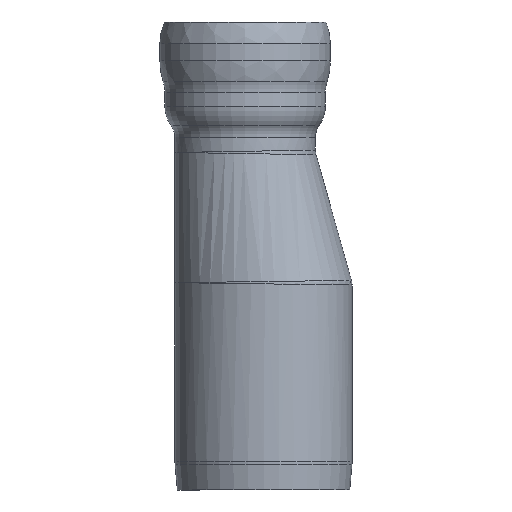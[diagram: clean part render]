
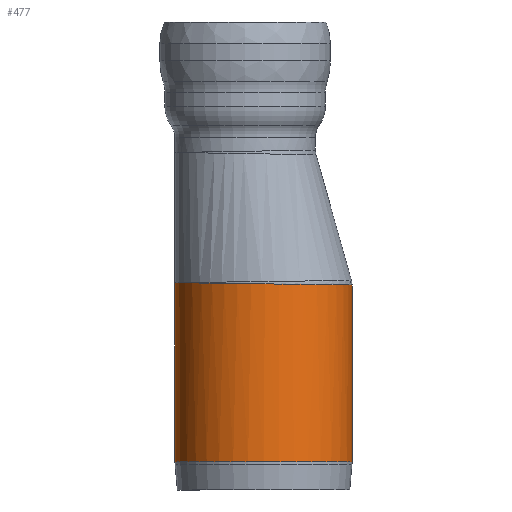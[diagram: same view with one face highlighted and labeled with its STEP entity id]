
A CAD part, front view. The second image highlights one B-rep face of the part: STEP entity #477.
In plain terms, the highlighted cylindrical face has radius 265 mm (diameter 530 mm), a full revolution.
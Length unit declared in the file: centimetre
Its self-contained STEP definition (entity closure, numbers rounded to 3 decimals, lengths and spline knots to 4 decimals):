
#38=B_SPLINE_CURVE_WITH_KNOTS('',3,(#745,#746,#747,#748,#749,#750,#751,
#752,#753,#754,#755,#756,#757,#758,#759,#760,#761,#762,#763,#764,#765,#766,
#767,#768,#769,#770,#771,#772,#773,#774,#775,#776,#777,#778,#779),
 .UNSPECIFIED.,.F.,.F.,(4,2,1,1,1,1,1,1,1,1,1,1,1,1,1,1,1,1,1,1,1,1,1,1,
1,1,1,1,1,1,1,4),(0.,0.0287,0.1843,0.2622,
0.34,0.4956,0.5735,0.6513,
0.8069,0.8848,0.9626,1.1182,
1.2739,1.3431,1.4122,1.5506,1.6198,
1.6544,1.6889,1.8965,2.0002,2.0521,
2.104,2.3115,2.4153,2.5191,2.6747,
2.8304,2.9082,2.986,3.1416,3.1447),
 .UNSPECIFIED.);
#39=B_SPLINE_CURVE_WITH_KNOTS('',3,(#780,#781,#782,#783,#784,#785,#786,
#787,#788,#789,#790,#791,#792,#793,#794,#795,#796,#797,#798,#799,#800,#801,
#802,#803,#804,#805,#806,#807,#808,#809,#810,#811,#812,#813,#814,#815),
 .UNSPECIFIED.,.F.,.F.,(4,1,1,1,1,1,1,1,1,1,1,1,1,1,1,1,1,1,1,1,1,1,1,1,
1,1,1,1,1,1,1,2,4),(3.1447,3.2195,3.2973,
3.4529,3.6086,3.6864,3.7642,3.9199,
3.9977,4.0755,4.2312,4.2701,4.309,
4.3868,4.4647,4.5425,4.6203,4.6981,
4.7759,4.8538,4.9316,5.0094,5.1651,
5.2429,5.3207,5.4764,5.5542,5.632,
5.7877,5.9433,6.099,6.2546,6.2832),
 .UNSPECIFIED.);
#56=LINE('',#743,#66);
#66=VECTOR('',#594,26.5);
#76=CYLINDRICAL_SURFACE('',#514,26.5);
#83=FACE_OUTER_BOUND('',#113,.T.);
#113=EDGE_LOOP('',(#322,#323,#324,#325,#326,#327));
#146=CIRCLE('',#511,26.5);
#147=CIRCLE('',#512,26.5);
#194=VERTEX_POINT('',#735);
#195=VERTEX_POINT('',#737);
#196=VERTEX_POINT('',#742);
#197=VERTEX_POINT('',#744);
#242=EDGE_CURVE('',#194,#195,#146,.T.);
#243=EDGE_CURVE('',#195,#194,#147,.T.);
#245=EDGE_CURVE('',#195,#196,#56,.T.);
#246=EDGE_CURVE('',#197,#196,#38,.T.);
#247=EDGE_CURVE('',#196,#197,#39,.T.);
#322=ORIENTED_EDGE('',*,*,#242,.F.);
#323=ORIENTED_EDGE('',*,*,#243,.F.);
#324=ORIENTED_EDGE('',*,*,#245,.T.);
#325=ORIENTED_EDGE('',*,*,#246,.F.);
#326=ORIENTED_EDGE('',*,*,#247,.F.);
#327=ORIENTED_EDGE('',*,*,#245,.F.);
#477=ADVANCED_FACE('',(#83),#76,.T.);
#511=AXIS2_PLACEMENT_3D('',#738,#586,#587);
#512=AXIS2_PLACEMENT_3D('',#739,#588,#589);
#514=AXIS2_PLACEMENT_3D('',#741,#592,#593);
#586=DIRECTION('center_axis',(0.,0.,
-1.));
#587=DIRECTION('ref_axis',(1.,0.,0.));
#588=DIRECTION('center_axis',(0.,0.,
-1.));
#589=DIRECTION('ref_axis',(1.,0.,0.));
#592=DIRECTION('center_axis',(0.,0.,
-1.));
#593=DIRECTION('ref_axis',(-1.,0.,0.));
#594=DIRECTION('',(0.,0.,1.));
#735=CARTESIAN_POINT('',(377.9799,127.6164,-61.4979));
#737=CARTESIAN_POINT('',(404.4799,154.1164,-61.4979));
#738=CARTESIAN_POINT('Origin',(377.9799,154.1164,-61.4979));
#739=CARTESIAN_POINT('Origin',(377.9799,154.1164,-61.4979));
#741=CARTESIAN_POINT('Origin',(377.9799,154.1164,-34.9914));
#742=CARTESIAN_POINT('',(404.4799,154.1164,-8.6752));
#743=CARTESIAN_POINT('',(404.4799,154.1164,-34.9914));
#744=CARTESIAN_POINT('',(351.4799,154.1164,-7.9828));
#745=CARTESIAN_POINT('Ctrl Pts',(351.4799,154.1164,-7.9828));
#746=CARTESIAN_POINT('Ctrl Pts',(351.4799,153.8649,-7.9828));
#747=CARTESIAN_POINT('Ctrl Pts',(351.4835,153.6134,-7.9828));
#748=CARTESIAN_POINT('Ctrl Pts',(351.5295,151.9984,-7.9835));
#749=CARTESIAN_POINT('Ctrl Pts',(351.7472,149.9383,-7.9864));
#750=CARTESIAN_POINT('Ctrl Pts',(352.3608,147.2353,-7.9945));
#751=CARTESIAN_POINT('Ctrl Pts',(353.1847,144.5866,-8.0055));
#752=CARTESIAN_POINT('Ctrl Pts',(354.3116,142.0608,-8.0205));
#753=CARTESIAN_POINT('Ctrl Pts',(355.7039,139.7142,-8.0391));
#754=CARTESIAN_POINT('Ctrl Pts',(357.2858,137.4628,-8.0601));
#755=CARTESIAN_POINT('Ctrl Pts',(359.1304,135.4012,-8.0847));
#756=CARTESIAN_POINT('Ctrl Pts',(361.1863,133.583,-8.1121));
#757=CARTESIAN_POINT('Ctrl Pts',(363.3643,131.9372,-8.1411));
#758=CARTESIAN_POINT('Ctrl Pts',(366.3454,130.1863,-8.1807));
#759=CARTESIAN_POINT('Ctrl Pts',(369.485,128.9538,-8.2223));
#760=CARTESIAN_POINT('Ctrl Pts',(371.9732,128.2847,-8.2552));
#761=CARTESIAN_POINT('Ctrl Pts',(374.3695,127.8134,-8.2869));
#762=CARTESIAN_POINT('Ctrl Pts',(376.8163,127.5925,-8.3191));
#763=CARTESIAN_POINT('Ctrl Pts',(378.9548,127.622,-8.3472));
#764=CARTESIAN_POINT('Ctrl Pts',(380.1708,127.7019,-8.3631));
#765=CARTESIAN_POINT('Ctrl Pts',(382.5833,127.9435,-8.3947));
#766=CARTESIAN_POINT('Ctrl Pts',(385.5844,128.6143,-8.4339));
#767=CARTESIAN_POINT('Ctrl Pts',(388.5759,129.7969,-8.4726));
#768=CARTESIAN_POINT('Ctrl Pts',(390.2177,130.5983,-8.4938));
#769=CARTESIAN_POINT('Ctrl Pts',(392.6045,131.9188,-8.5246));
#770=CARTESIAN_POINT('Ctrl Pts',(395.2118,133.8363,-8.558));
#771=CARTESIAN_POINT('Ctrl Pts',(397.7946,136.4498,-8.5908));
#772=CARTESIAN_POINT('Ctrl Pts',(399.7884,138.931,-8.6161));
#773=CARTESIAN_POINT('Ctrl Pts',(401.7098,142.0785,-8.6404));
#774=CARTESIAN_POINT('Ctrl Pts',(403.025,145.2698,-8.6569));
#775=CARTESIAN_POINT('Ctrl Pts',(403.7665,147.8957,-8.6662));
#776=CARTESIAN_POINT('Ctrl Pts',(404.3079,150.5921,-8.673));
#777=CARTESIAN_POINT('Ctrl Pts',(404.4778,152.6875,-8.6751));
#778=CARTESIAN_POINT('Ctrl Pts',(404.4799,154.0893,-8.6752));
#779=CARTESIAN_POINT('Ctrl Pts',(404.4799,154.1164,-8.6752));
#780=CARTESIAN_POINT('Ctrl Pts',(404.4799,154.1164,-8.6752));
#781=CARTESIAN_POINT('Ctrl Pts',(404.4799,154.7765,-8.6752));
#782=CARTESIAN_POINT('Ctrl Pts',(404.4293,156.1217,-8.6745));
#783=CARTESIAN_POINT('Ctrl Pts',(404.1244,158.8061,-8.6707));
#784=CARTESIAN_POINT('Ctrl Pts',(403.3398,162.172,-8.6609));
#785=CARTESIAN_POINT('Ctrl Pts',(402.0399,165.3697,-8.6445));
#786=CARTESIAN_POINT('Ctrl Pts',(400.7276,167.7617,-8.628));
#787=CARTESIAN_POINT('Ctrl Pts',(399.2233,170.0632,-8.609));
#788=CARTESIAN_POINT('Ctrl Pts',(397.4496,172.1858,-8.5865));
#789=CARTESIAN_POINT('Ctrl Pts',(395.4547,174.0732,-8.561));
#790=CARTESIAN_POINT('Ctrl Pts',(393.3343,175.7906,-8.5339));
#791=CARTESIAN_POINT('Ctrl Pts',(391.2905,177.0855,-8.5076));
#792=CARTESIAN_POINT('Ctrl Pts',(389.4462,178.0148,-8.4838));
#793=CARTESIAN_POINT('Ctrl Pts',(388.1945,178.5857,-8.4677));
#794=CARTESIAN_POINT('Ctrl Pts',(386.5943,179.2051,-8.4469));
#795=CARTESIAN_POINT('Ctrl Pts',(384.6348,179.7946,-8.4215));
#796=CARTESIAN_POINT('Ctrl Pts',(382.6194,180.2345,-8.3952));
#797=CARTESIAN_POINT('Ctrl Pts',(380.572,180.5163,-8.3684));
#798=CARTESIAN_POINT('Ctrl Pts',(378.5088,180.638,-8.3414));
#799=CARTESIAN_POINT('Ctrl Pts',(376.4505,180.5987,-8.3143));
#800=CARTESIAN_POINT('Ctrl Pts',(374.4135,180.4021,-8.2875));
#801=CARTESIAN_POINT('Ctrl Pts',(372.3817,180.0458,-8.2606));
#802=CARTESIAN_POINT('Ctrl Pts',(369.7121,179.3598,-8.2253));
#803=CARTESIAN_POINT('Ctrl Pts',(367.1372,178.3643,-8.1912));
#804=CARTESIAN_POINT('Ctrl Pts',(364.7233,177.0927,-8.1591));
#805=CARTESIAN_POINT('Ctrl Pts',(362.3957,175.6273,-8.1282));
#806=CARTESIAN_POINT('Ctrl Pts',(360.2432,173.8897,-8.0995));
#807=CARTESIAN_POINT('Ctrl Pts',(358.3226,171.9274,-8.0739));
#808=CARTESIAN_POINT('Ctrl Pts',(356.5691,169.8363,-8.0506));
#809=CARTESIAN_POINT('Ctrl Pts',(354.6527,166.9235,-8.0251));
#810=CARTESIAN_POINT('Ctrl Pts',(352.9169,163.0644,-8.0019));
#811=CARTESIAN_POINT('Ctrl Pts',(351.8188,158.9861,-7.9873));
#812=CARTESIAN_POINT('Ctrl Pts',(351.5293,156.2314,-7.9835));
#813=CARTESIAN_POINT('Ctrl Pts',(351.4835,154.6174,-7.9828));
#814=CARTESIAN_POINT('Ctrl Pts',(351.4799,154.3669,-7.9828));
#815=CARTESIAN_POINT('Ctrl Pts',(351.4799,154.1164,-7.9828));
